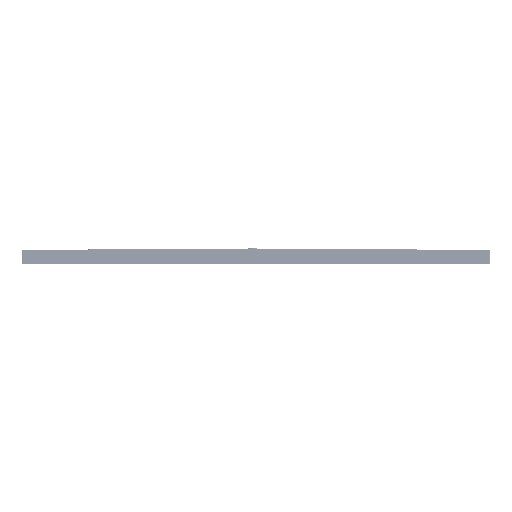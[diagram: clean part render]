
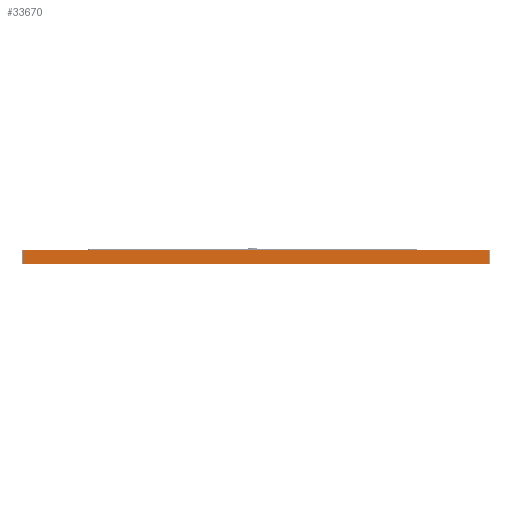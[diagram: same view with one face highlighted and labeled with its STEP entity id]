
A CAD part, front view. The second image highlights one B-rep face of the part: STEP entity #33670.
In plain terms, the highlighted face is planar.
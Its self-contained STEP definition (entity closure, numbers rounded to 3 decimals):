
#3295=PLANE('',#36023);
#3428=FACE_OUTER_BOUND('',#5752,.T.);
#5752=EDGE_LOOP('',(#23700,#23701,#23702,#23703));
#8981=LINE('',#48452,#10756);
#9000=LINE('',#49308,#10775);
#9011=LINE('',#50036,#10786);
#9016=LINE('',#50045,#10791);
#10756=VECTOR('',#39103,0.394);
#10775=VECTOR('',#39850,0.394);
#10786=VECTOR('',#40575,0.394);
#10791=VECTOR('',#40588,0.394);
#14956=VERTEX_POINT('',#48449);
#14957=VERTEX_POINT('',#48451);
#15339=VERTEX_POINT('',#49305);
#15340=VERTEX_POINT('',#49307);
#18140=EDGE_CURVE('',#14956,#14957,#8981,.T.);
#18526=EDGE_CURVE('',#15339,#15340,#9000,.T.);
#18891=EDGE_CURVE('',#15340,#14956,#9011,.T.);
#18896=EDGE_CURVE('',#14957,#15339,#9016,.T.);
#23700=ORIENTED_EDGE('',*,*,#18891,.F.);
#23701=ORIENTED_EDGE('',*,*,#18526,.F.);
#23702=ORIENTED_EDGE('',*,*,#18896,.F.);
#23703=ORIENTED_EDGE('',*,*,#18140,.F.);
#33670=ADVANCED_FACE('',(#3428),#3295,.T.);
#36023=AXIS2_PLACEMENT_3D('',#50047,#40590,#40591);
#39103=DIRECTION('',(1.,0.,0.));
#39850=DIRECTION('',(-1.,0.,0.));
#40575=DIRECTION('',(0.,1.,0.));
#40588=DIRECTION('',(0.,-1.,0.));
#40590=DIRECTION('center_axis',(0.,0.,1.));
#40591=DIRECTION('ref_axis',(1.,0.,0.));
#48449=CARTESIAN_POINT('',(-9.953,0.6,2.975));
#48451=CARTESIAN_POINT('',(9.953,0.6,2.975));
#48452=CARTESIAN_POINT('',(9.955,0.6,2.975));
#49305=CARTESIAN_POINT('',(9.953,0.,2.975));
#49307=CARTESIAN_POINT('',(-9.953,0.,2.975));
#49308=CARTESIAN_POINT('',(9.955,0.,2.975));
#50036=CARTESIAN_POINT('',(-9.953,0.,2.975));
#50045=CARTESIAN_POINT('',(9.953,0.,2.975));
#50047=CARTESIAN_POINT('Origin',(-9.955,0.,2.975));
